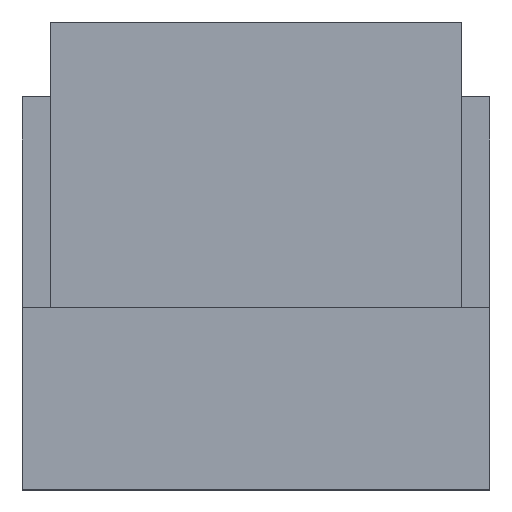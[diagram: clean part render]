
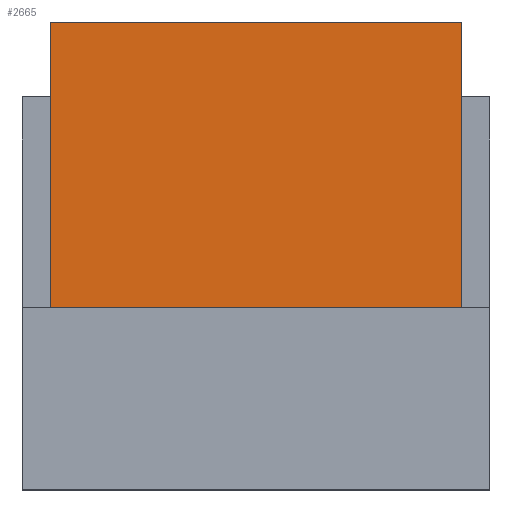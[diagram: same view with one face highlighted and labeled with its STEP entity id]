
A CAD part, front view. The second image highlights one B-rep face of the part: STEP entity #2665.
In plain terms, the highlighted planar face has unit normal (0, -1, 0).
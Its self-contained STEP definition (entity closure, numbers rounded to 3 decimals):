
#1301 = ORIENTED_EDGE ( 'NONE', *, *, #2701, .T. ) ;
#2216 = VERTEX_POINT ( 'NONE', #2339 ) ;
#2325 = CARTESIAN_POINT ( 'NONE',  ( 2.2, -3.55, 0.85 ) ) ;
#2338 = CARTESIAN_POINT ( 'NONE',  ( 2.2, -3.55, 3.9 ) ) ;
#2339 = CARTESIAN_POINT ( 'NONE',  ( -2.2, -3.55, 3.9 ) ) ;
#2356 = PLANE ( 'NONE',  #2412 ) ;
#2372 = FACE_OUTER_BOUND ( 'NONE', #2666, .T. ) ;
#2380 = DIRECTION ( 'NONE',  ( 0., 0., -1. ) ) ;
#2381 = VECTOR ( 'NONE', #2380, 1000. ) ;
#2382 = CARTESIAN_POINT ( 'NONE',  ( 2.2, -3.55, 3.9 ) ) ;
#2383 = LINE ( 'NONE', #2382, #2381 ) ;
#2409 = DIRECTION ( 'NONE',  ( 0., 0., 1. ) ) ;
#2410 = DIRECTION ( 'NONE',  ( 0., 1., 0. ) ) ;
#2411 = CARTESIAN_POINT ( 'NONE',  ( 2.5, -3.55, 0.85 ) ) ;
#2412 = AXIS2_PLACEMENT_3D ( 'NONE', #2411, #2410, #2409 ) ;
#2413 = DIRECTION ( 'NONE',  ( -1., 0., 0. ) ) ;
#2414 = VECTOR ( 'NONE', #2413, 1000. ) ;
#2415 = CARTESIAN_POINT ( 'NONE',  ( 2.5, -3.55, 0.85 ) ) ;
#2416 = LINE ( 'NONE', #2415, #2414 ) ;
#2421 = DIRECTION ( 'NONE',  ( 0., 0., -1. ) ) ;
#2422 = VECTOR ( 'NONE', #2421, 1000. ) ;
#2423 = CARTESIAN_POINT ( 'NONE',  ( -2.2, -3.55, 3.9 ) ) ;
#2424 = LINE ( 'NONE', #2423, #2422 ) ;
#2429 = DIRECTION ( 'NONE',  ( -1., 0., 0. ) ) ;
#2430 = VECTOR ( 'NONE', #2429, 1000. ) ;
#2431 = CARTESIAN_POINT ( 'NONE',  ( 2.5, -3.55, 3.9 ) ) ;
#2432 = LINE ( 'NONE', #2431, #2430 ) ;
#2439 = CARTESIAN_POINT ( 'NONE',  ( -2.2, -3.55, 0.85 ) ) ;
#2647 = VERTEX_POINT ( 'NONE', #2338 ) ;
#2648 = ORIENTED_EDGE ( 'NONE', *, *, #2699, .T. ) ;
#2653 = VERTEX_POINT ( 'NONE', #2325 ) ;
#2654 = EDGE_CURVE ( 'NONE', #2647, #2653, #2383, .T. ) ;
#2657 = ORIENTED_EDGE ( 'NONE', *, *, #2654, .F. ) ;
#2665 = ADVANCED_FACE ( 'NONE', ( #2372 ), #2356, .F. ) ;
#2666 = EDGE_LOOP ( 'NONE', ( #2648, #1301, #2696, #2657 ) ) ;
#2672 = VERTEX_POINT ( 'NONE', #2439 ) ;
#2696 = ORIENTED_EDGE ( 'NONE', *, *, #2704, .F. ) ;
#2699 = EDGE_CURVE ( 'NONE', #2647, #2216, #2432, .T. ) ;
#2701 = EDGE_CURVE ( 'NONE', #2216, #2672, #2424, .T. ) ;
#2704 = EDGE_CURVE ( 'NONE', #2653, #2672, #2416, .T. ) ;
